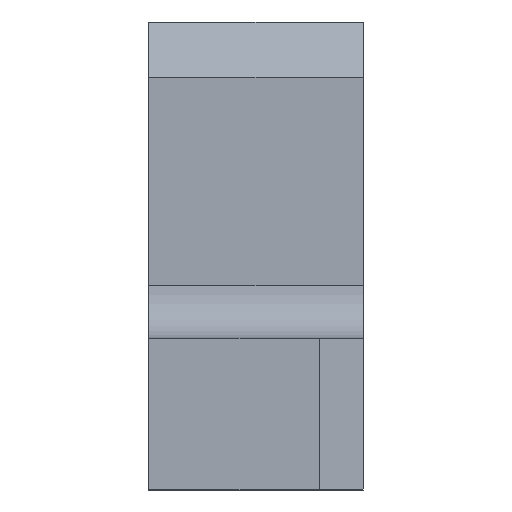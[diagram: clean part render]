
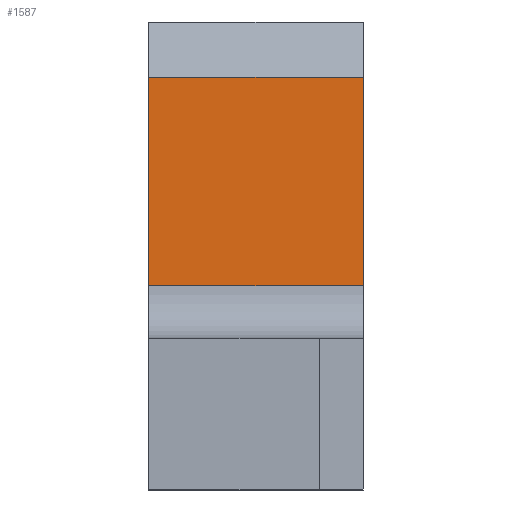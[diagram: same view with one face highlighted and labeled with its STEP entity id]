
A CAD part, left-side view. The second image highlights one B-rep face of the part: STEP entity #1587.
In plain terms, the highlighted planar face has unit normal (-1, 0, 0).
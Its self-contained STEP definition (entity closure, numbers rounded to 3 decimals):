
#31=PLANE('',#1701);
#98=FACE_OUTER_BOUND('',#184,.T.);
#184=EDGE_LOOP('',(#1169,#1170,#1171,#1172));
#379=LINE('',#2976,#524);
#393=LINE('',#3016,#538);
#395=LINE('',#3020,#540);
#396=LINE('',#3021,#541);
#524=VECTOR('',#1878,10.);
#538=VECTOR('',#1906,10.);
#540=VECTOR('',#1910,10.);
#541=VECTOR('',#1911,10.);
#707=VERTEX_POINT('',#2973);
#708=VERTEX_POINT('',#2975);
#727=VERTEX_POINT('',#3014);
#728=VERTEX_POINT('',#3019);
#886=EDGE_CURVE('',#708,#707,#379,.T.);
#906=EDGE_CURVE('',#727,#707,#393,.T.);
#908=EDGE_CURVE('',#728,#727,#395,.T.);
#909=EDGE_CURVE('',#708,#728,#396,.T.);
#1169=ORIENTED_EDGE('',*,*,#906,.F.);
#1170=ORIENTED_EDGE('',*,*,#908,.F.);
#1171=ORIENTED_EDGE('',*,*,#909,.F.);
#1172=ORIENTED_EDGE('',*,*,#886,.T.);
#1587=ADVANCED_FACE('',(#98),#31,.T.);
#1701=AXIS2_PLACEMENT_3D('',#3018,#1908,#1909);
#1878=DIRECTION('',(0.,0.,1.));
#1906=DIRECTION('',(0.,-1.,0.));
#1908=DIRECTION('center_axis',(-1.,0.,0.));
#1909=DIRECTION('ref_axis',(0.,0.,
1.));
#1910=DIRECTION('',(0.,0.,1.));
#1911=DIRECTION('',(0.,1.,0.));
#2973=CARTESIAN_POINT('',(103.024,54.952,566.67));
#2975=CARTESIAN_POINT('',(103.024,54.952,557.19));
#2976=CARTESIAN_POINT('',(103.024,54.952,557.19));
#3014=CARTESIAN_POINT('',(103.024,64.702,566.67));
#3016=CARTESIAN_POINT('',(103.024,56.952,566.67));
#3018=CARTESIAN_POINT('Origin',(103.024,54.952,557.19));
#3019=CARTESIAN_POINT('',(103.024,64.702,557.19));
#3020=CARTESIAN_POINT('',(103.024,64.702,557.19));
#3021=CARTESIAN_POINT('',(103.024,54.952,557.19));
